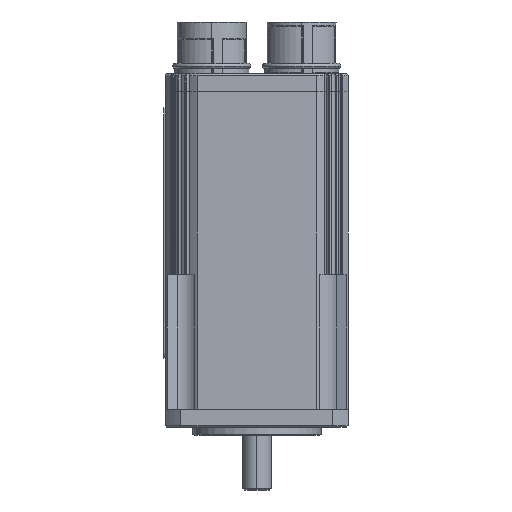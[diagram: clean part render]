
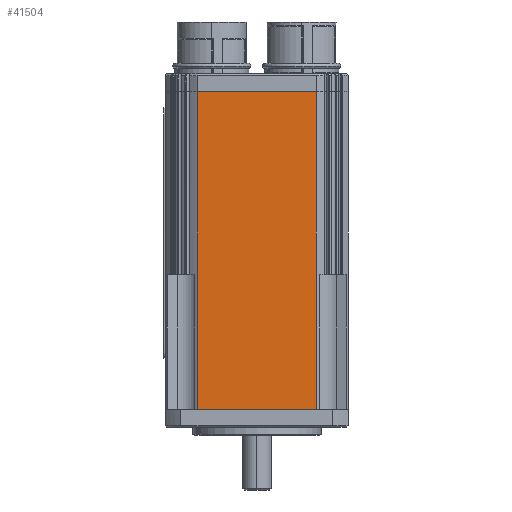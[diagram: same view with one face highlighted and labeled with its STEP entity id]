
A CAD part, front view. The second image highlights one B-rep face of the part: STEP entity #41504.
In plain terms, the highlighted planar face has unit normal (0, -1, 0).
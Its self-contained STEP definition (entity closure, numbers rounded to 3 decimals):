
#17126=CARTESIAN_POINT('',(-0.009,-28.5,0.0));
#17127=VERTEX_POINT('',#17126);
#20558=CARTESIAN_POINT('',(18.54,-28.5,0.0));
#20559=VERTEX_POINT('',#20558);
#20567=CARTESIAN_POINT('',(18.54,-28.5,0.0));
#20568=DIRECTION('',(-1.0,0.0,0.0));
#20569=VECTOR('',#20568,18.549);
#20570=LINE('',#20567,#20569);
#20571=EDGE_CURVE('',#20559,#17127,#20570,.T.);
#35340=CARTESIAN_POINT('',(-18.54,-28.5,99.0));
#35341=VERTEX_POINT('',#35340);
#35381=CARTESIAN_POINT('',(18.54,-28.5,99.0));
#35382=VERTEX_POINT('',#35381);
#35383=CARTESIAN_POINT('',(18.54,-28.5,99.0));
#35384=DIRECTION('',(-1.0,0.0,0.0));
#35385=VECTOR('',#35384,37.081);
#35386=LINE('',#35383,#35385);
#35387=EDGE_CURVE('',#35382,#35341,#35386,.T.);
#41475=CARTESIAN_POINT('',(0.,-28.5,0.0));
#41476=DIRECTION('',(0.0,-1.0,0.0));
#41477=DIRECTION('',(0.0,0.0,-1.0));
#41478=AXIS2_PLACEMENT_3D('',#41475,#41476,#41477);
#41479=PLANE('',#41478);
#41480=ORIENTED_EDGE('',*,*,#35387,.T.);
#41481=CARTESIAN_POINT('',(-18.54,-28.5,0.0));
#41482=VERTEX_POINT('',#41481);
#41483=CARTESIAN_POINT('',(-18.54,-28.5,0.0));
#41484=DIRECTION('',(0.0,0.0,1.0));
#41485=VECTOR('',#41484,99.0);
#41486=LINE('',#41483,#41485);
#41487=EDGE_CURVE('',#41482,#35341,#41486,.T.);
#41488=ORIENTED_EDGE('',*,*,#41487,.F.);
#41489=CARTESIAN_POINT('',(-0.009,-28.5,0.0));
#41490=DIRECTION('',(-1.0,0.0,0.0));
#41491=VECTOR('',#41490,18.532);
#41492=LINE('',#41489,#41491);
#41493=EDGE_CURVE('',#17127,#41482,#41492,.T.);
#41494=ORIENTED_EDGE('',*,*,#41493,.F.);
#41495=ORIENTED_EDGE('',*,*,#20571,.F.);
#41496=CARTESIAN_POINT('',(18.54,-28.5,0.0));
#41497=DIRECTION('',(0.0,0.0,1.0));
#41498=VECTOR('',#41497,99.0);
#41499=LINE('',#41496,#41498);
#41500=EDGE_CURVE('',#20559,#35382,#41499,.T.);
#41501=ORIENTED_EDGE('',*,*,#41500,.T.);
#41502=EDGE_LOOP('',(#41480,#41488,#41494,#41495,#41501));
#41503=FACE_OUTER_BOUND('',#41502,.T.);
#41504=ADVANCED_FACE('',(#41503),#41479,.T.);
